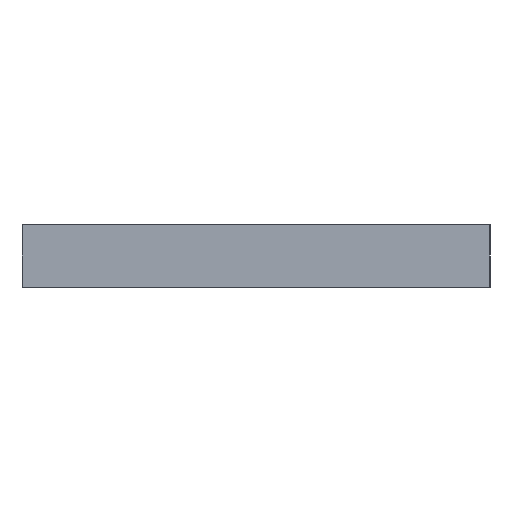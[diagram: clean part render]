
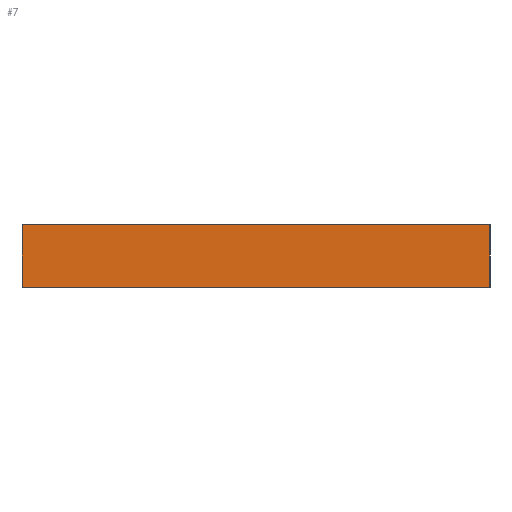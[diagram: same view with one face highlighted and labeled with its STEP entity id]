
A CAD part, left-side view. The second image highlights one B-rep face of the part: STEP entity #7.
In plain terms, the highlighted planar face has unit normal (-1, 0, 0).
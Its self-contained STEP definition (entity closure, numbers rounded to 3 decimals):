
#7 = ADVANCED_FACE ( 'NONE', ( #521 ), #398, .F. ) ;
#28 = CARTESIAN_POINT ( 'NONE',  ( 0., 0., 0. ) ) ;
#31 = LINE ( 'NONE', #744, #836 ) ;
#82 = LINE ( 'NONE', #981, #921 ) ;
#105 = LINE ( 'NONE', #876, #548 ) ;
#125 = CARTESIAN_POINT ( 'NONE',  ( 0., 0., -4. ) ) ;
#126 = EDGE_CURVE ( 'NONE', #1032, #666, #82, .T. ) ;
#137 = CARTESIAN_POINT ( 'NONE',  ( 0., 30., 0. ) ) ;
#167 = AXIS2_PLACEMENT_3D ( 'NONE', #507, #194, #333 ) ;
#172 = EDGE_CURVE ( 'NONE', #1046, #645, #31, .T. ) ;
#194 = DIRECTION ( 'NONE',  ( 1., 0., 0. ) ) ;
#215 = EDGE_CURVE ( 'NONE', #666, #1046, #105, .T. ) ;
#246 = DIRECTION ( 'NONE',  ( 0., -1., 0. ) ) ;
#247 = CARTESIAN_POINT ( 'NONE',  ( 0., 30., 0. ) ) ;
#292 = ORIENTED_EDGE ( 'NONE', *, *, #471, .F. ) ;
#333 = DIRECTION ( 'NONE',  ( 0., 0., -1. ) ) ;
#354 = ORIENTED_EDGE ( 'NONE', *, *, #172, .F. ) ;
#398 = PLANE ( 'NONE',  #167 ) ;
#471 = EDGE_CURVE ( 'NONE', #645, #1032, #1031, .T. ) ;
#507 = CARTESIAN_POINT ( 'NONE',  ( 0., 0., 0. ) ) ;
#521 = FACE_OUTER_BOUND ( 'NONE', #880, .T. ) ;
#548 = VECTOR ( 'NONE', #863, 1000. ) ;
#644 = DIRECTION ( 'NONE',  ( 0., 0., 1. ) ) ;
#645 = VERTEX_POINT ( 'NONE', #137 ) ;
#666 = VERTEX_POINT ( 'NONE', #125 ) ;
#701 = ORIENTED_EDGE ( 'NONE', *, *, #126, .F. ) ;
#744 = CARTESIAN_POINT ( 'NONE',  ( 0., 30., -4. ) ) ;
#753 = ORIENTED_EDGE ( 'NONE', *, *, #215, .F. ) ;
#771 = VECTOR ( 'NONE', #246, 1000. ) ;
#781 = CARTESIAN_POINT ( 'NONE',  ( 0., 30., -4. ) ) ;
#836 = VECTOR ( 'NONE', #644, 1000. ) ;
#863 = DIRECTION ( 'NONE',  ( 0., 1., 0. ) ) ;
#876 = CARTESIAN_POINT ( 'NONE',  ( 0., 0., -4. ) ) ;
#880 = EDGE_LOOP ( 'NONE', ( #292, #354, #753, #701 ) ) ;
#921 = VECTOR ( 'NONE', #974, 1000. ) ;
#974 = DIRECTION ( 'NONE',  ( 0., 0., -1. ) ) ;
#981 = CARTESIAN_POINT ( 'NONE',  ( 0., 0., 0. ) ) ;
#1031 = LINE ( 'NONE', #247, #771 ) ;
#1032 = VERTEX_POINT ( 'NONE', #28 ) ;
#1046 = VERTEX_POINT ( 'NONE', #781 ) ;
